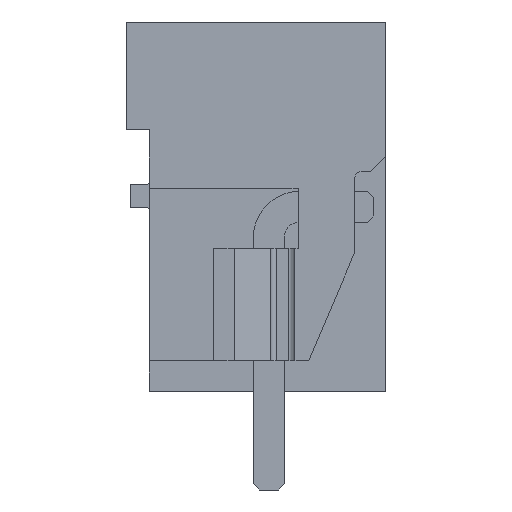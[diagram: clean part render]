
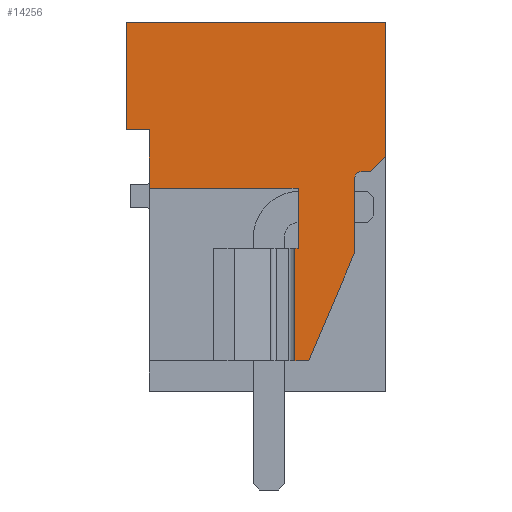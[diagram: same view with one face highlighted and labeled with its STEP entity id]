
A CAD part, left-side view. The second image highlights one B-rep face of the part: STEP entity #14256.
In plain terms, the highlighted planar face has unit normal (-1, 0, 0).
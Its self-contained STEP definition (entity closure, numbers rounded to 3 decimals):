
#14169=AXIS2_PLACEMENT_3D('Plane Axis2P3D',#14166,#14167,#14168) ;
#14222=AXIS2_PLACEMENT_3D('Circle Axis2P3D',#14220,#14221,$) ;
#63=CARTESIAN_POINT('Vertex',(0.,0.,15.2)) ;
#66=CARTESIAN_POINT('Line Origine',(0.,0.,13.023)) ;
#70=CARTESIAN_POINT('Vertex',(0.,0.,10.846)) ;
#147=CARTESIAN_POINT('Vertex',(0.,8.43,15.2)) ;
#150=CARTESIAN_POINT('Line Origine',(0.,4.215,15.2)) ;
#2399=CARTESIAN_POINT('Vertex',(0.,8.43,11.7)) ;
#2402=CARTESIAN_POINT('Line Origine',(0.,8.43,13.45)) ;
#3325=CARTESIAN_POINT('Vertex',(0.,7.68,9.8)) ;
#3328=CARTESIAN_POINT('Line Origine',(0.,7.68,10.75)) ;
#3332=CARTESIAN_POINT('Vertex',(0.,7.68,11.7)) ;
#14114=CARTESIAN_POINT('Line Origine',(0.,8.055,11.7)) ;
#14166=CARTESIAN_POINT('Axis2P3D Location',(0.,0.,0.)) ;
#14171=CARTESIAN_POINT('Line Origine',(0.,5.265,9.8)) ;
#14175=CARTESIAN_POINT('Vertex',(0.,2.85,9.8)) ;
#14178=CARTESIAN_POINT('Line Origine',(0.,2.85,8.825)) ;
#14182=CARTESIAN_POINT('Vertex',(0.,2.85,7.85)) ;
#14185=CARTESIAN_POINT('Line Origine',(0.,2.9,7.85)) ;
#14189=CARTESIAN_POINT('Vertex',(0.,2.95,7.85)) ;
#14192=CARTESIAN_POINT('Line Origine',(0.,2.95,6.025)) ;
#14196=CARTESIAN_POINT('Vertex',(0.,2.95,4.2)) ;
#14199=CARTESIAN_POINT('Line Origine',(0.,2.725,4.2)) ;
#14203=CARTESIAN_POINT('Vertex',(0.,2.5,4.2)) ;
#14206=CARTESIAN_POINT('Line Origine',(0.,1.75,5.968)) ;
#14210=CARTESIAN_POINT('Vertex',(0.,1.,7.736)) ;
#14213=CARTESIAN_POINT('Line Origine',(0.,1.,8.941)) ;
#14217=CARTESIAN_POINT('Vertex',(0.,1.,10.146)) ;
#14220=CARTESIAN_POINT('Axis2P3D Location',(0.,0.8,10.146)) ;
#14224=CARTESIAN_POINT('Vertex',(0.,0.8,10.346)) ;
#14227=CARTESIAN_POINT('Line Origine',(0.,0.65,10.346)) ;
#14231=CARTESIAN_POINT('Vertex',(0.,0.5,10.346)) ;
#14234=CARTESIAN_POINT('Line Origine',(0.,0.25,10.596)) ;
#67=DIRECTION('Vector Direction',(0.,0.,-1.)) ;
#151=DIRECTION('Vector Direction',(0.,-1.,0.)) ;
#2403=DIRECTION('Vector Direction',(0.,0.,-1.)) ;
#3329=DIRECTION('Vector Direction',(0.,0.,-1.)) ;
#14115=DIRECTION('Vector Direction',(0.,-1.,0.)) ;
#14167=DIRECTION('Axis2P3D Direction',(-1.,0.,0.)) ;
#14168=DIRECTION('Axis2P3D XDirection',(0.,0.,1.)) ;
#14172=DIRECTION('Vector Direction',(0.,1.,0.)) ;
#14179=DIRECTION('Vector Direction',(0.,0.,-1.)) ;
#14186=DIRECTION('Vector Direction',(0.,-1.,0.)) ;
#14193=DIRECTION('Vector Direction',(0.,0.,1.)) ;
#14200=DIRECTION('Vector Direction',(0.,-1.,0.)) ;
#14207=DIRECTION('Vector Direction',(0.,-0.391,0.921)) ;
#14214=DIRECTION('Vector Direction',(0.,0.,1.)) ;
#14221=DIRECTION('Axis2P3D Direction',(-1.,0.,0.)) ;
#14228=DIRECTION('Vector Direction',(0.,-1.,0.)) ;
#14235=DIRECTION('Vector Direction',(0.,-0.707,0.707)) ;
#68=VECTOR('Line Direction',#67,1.) ;
#152=VECTOR('Line Direction',#151,1.) ;
#2404=VECTOR('Line Direction',#2403,1.) ;
#3330=VECTOR('Line Direction',#3329,1.) ;
#14116=VECTOR('Line Direction',#14115,1.) ;
#14173=VECTOR('Line Direction',#14172,1.) ;
#14180=VECTOR('Line Direction',#14179,1.) ;
#14187=VECTOR('Line Direction',#14186,1.) ;
#14194=VECTOR('Line Direction',#14193,1.) ;
#14201=VECTOR('Line Direction',#14200,1.) ;
#14208=VECTOR('Line Direction',#14207,1.) ;
#14215=VECTOR('Line Direction',#14214,1.) ;
#14229=VECTOR('Line Direction',#14228,1.) ;
#14236=VECTOR('Line Direction',#14235,1.) ;
#14240=ORIENTED_EDGE('',*,*,#72,.T.) ;
#14241=ORIENTED_EDGE('',*,*,#154,.T.) ;
#14242=ORIENTED_EDGE('',*,*,#2406,.T.) ;
#14243=ORIENTED_EDGE('',*,*,#14118,.T.) ;
#14244=ORIENTED_EDGE('',*,*,#3334,.T.) ;
#14245=ORIENTED_EDGE('',*,*,#14177,.F.) ;
#14246=ORIENTED_EDGE('',*,*,#14184,.F.) ;
#14247=ORIENTED_EDGE('',*,*,#14191,.F.) ;
#14248=ORIENTED_EDGE('',*,*,#14198,.F.) ;
#14249=ORIENTED_EDGE('',*,*,#14205,.F.) ;
#14250=ORIENTED_EDGE('',*,*,#14212,.F.) ;
#14251=ORIENTED_EDGE('',*,*,#14219,.F.) ;
#14252=ORIENTED_EDGE('',*,*,#14226,.F.) ;
#14253=ORIENTED_EDGE('',*,*,#14233,.F.) ;
#14254=ORIENTED_EDGE('',*,*,#14238,.F.) ;
#14256=ADVANCED_FACE('HOUSING',(#14255),#14170,.T.) ;
#14223=CIRCLE('generated circle',#14222,0.2) ;
#72=EDGE_CURVE('',#71,#64,#69,.F.) ;
#154=EDGE_CURVE('',#64,#148,#153,.F.) ;
#2406=EDGE_CURVE('',#148,#2400,#2405,.T.) ;
#3334=EDGE_CURVE('',#3333,#3326,#3331,.T.) ;
#14118=EDGE_CURVE('',#2400,#3333,#14117,.T.) ;
#14177=EDGE_CURVE('',#14176,#3326,#14174,.T.) ;
#14184=EDGE_CURVE('',#14183,#14176,#14181,.F.) ;
#14191=EDGE_CURVE('',#14190,#14183,#14188,.T.) ;
#14198=EDGE_CURVE('',#14197,#14190,#14195,.T.) ;
#14205=EDGE_CURVE('',#14204,#14197,#14202,.F.) ;
#14212=EDGE_CURVE('',#14211,#14204,#14209,.F.) ;
#14219=EDGE_CURVE('',#14218,#14211,#14216,.F.) ;
#14226=EDGE_CURVE('',#14225,#14218,#14223,.T.) ;
#14233=EDGE_CURVE('',#14232,#14225,#14230,.F.) ;
#14238=EDGE_CURVE('',#71,#14232,#14237,.F.) ;
#14239=EDGE_LOOP('',(#14240,#14241,#14242,#14243,#14244,#14245,#14246,#14247,#14248,#14249,#14250,#14251,#14252,#14253,#14254)) ;
#14255=FACE_OUTER_BOUND('',#14239,.T.) ;
#69=LINE('Line',#66,#68) ;
#153=LINE('Line',#150,#152) ;
#2405=LINE('Line',#2402,#2404) ;
#3331=LINE('Line',#3328,#3330) ;
#14117=LINE('Line',#14114,#14116) ;
#14174=LINE('Line',#14171,#14173) ;
#14181=LINE('Line',#14178,#14180) ;
#14188=LINE('Line',#14185,#14187) ;
#14195=LINE('Line',#14192,#14194) ;
#14202=LINE('Line',#14199,#14201) ;
#14209=LINE('Line',#14206,#14208) ;
#14216=LINE('Line',#14213,#14215) ;
#14230=LINE('Line',#14227,#14229) ;
#14237=LINE('Line',#14234,#14236) ;
#14170=PLANE('',#14169) ;
#64=VERTEX_POINT('',#63) ;
#71=VERTEX_POINT('',#70) ;
#148=VERTEX_POINT('',#147) ;
#2400=VERTEX_POINT('',#2399) ;
#3326=VERTEX_POINT('',#3325) ;
#3333=VERTEX_POINT('',#3332) ;
#14176=VERTEX_POINT('',#14175) ;
#14183=VERTEX_POINT('',#14182) ;
#14190=VERTEX_POINT('',#14189) ;
#14197=VERTEX_POINT('',#14196) ;
#14204=VERTEX_POINT('',#14203) ;
#14211=VERTEX_POINT('',#14210) ;
#14218=VERTEX_POINT('',#14217) ;
#14225=VERTEX_POINT('',#14224) ;
#14232=VERTEX_POINT('',#14231) ;
